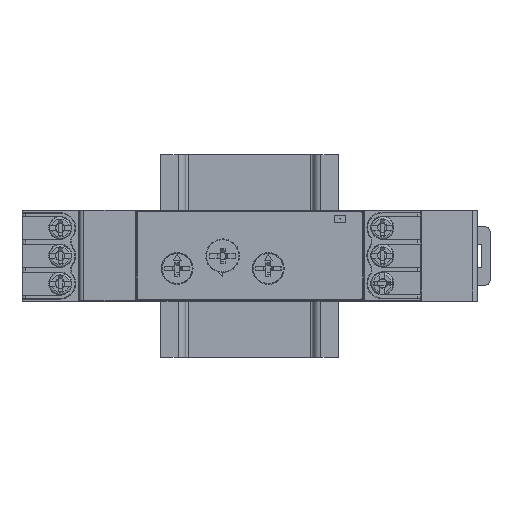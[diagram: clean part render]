
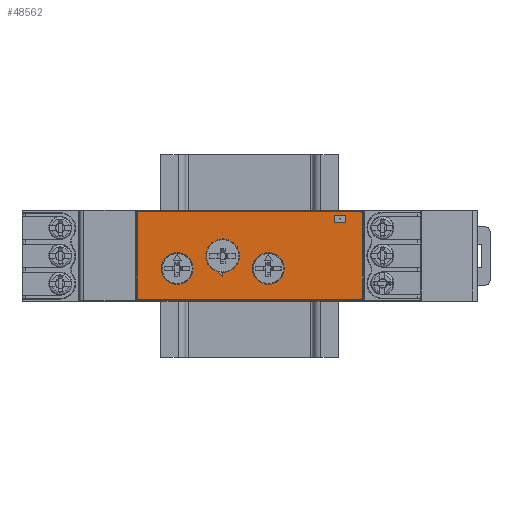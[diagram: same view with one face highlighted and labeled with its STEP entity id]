
A CAD part, top view. The second image highlights one B-rep face of the part: STEP entity #48562.
In plain terms, the highlighted planar face has unit normal (0, 0, 1).
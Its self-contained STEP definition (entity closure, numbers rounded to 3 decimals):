
#808=CIRCLE('',#53101,3.15);
#809=CIRCLE('',#53102,3.15);
#810=CIRCLE('',#53103,3.06);
#811=CIRCLE('',#53104,2.7);
#812=CIRCLE('',#53105,3.06);
#813=CIRCLE('',#53106,2.7);
#1839=B_SPLINE_CURVE_WITH_KNOTS('',3,(#76655,#76656,#76657,#76658),
 .UNSPECIFIED.,.F.,.F.,(4,4),(0.,1.),.UNSPECIFIED.);
#1840=B_SPLINE_CURVE_WITH_KNOTS('',3,(#76679,#76680,#76681,#76682),
 .UNSPECIFIED.,.F.,.F.,(4,4),(0.,1.),.UNSPECIFIED.);
#1841=B_SPLINE_CURVE_WITH_KNOTS('',3,(#76683,#76684,#76685,#76686),
 .UNSPECIFIED.,.F.,.F.,(4,4),(0.,1.),.UNSPECIFIED.);
#1842=B_SPLINE_CURVE_WITH_KNOTS('',3,(#76687,#76688,#76689,#76690),
 .UNSPECIFIED.,.F.,.F.,(4,4),(0.,1.),.UNSPECIFIED.);
#1843=B_SPLINE_CURVE_WITH_KNOTS('',3,(#76691,#76692,#76693,#76694),
 .UNSPECIFIED.,.F.,.F.,(4,4),(0.,1.),.UNSPECIFIED.);
#3467=PLANE('',#53100);
#6854=LINE('',#76561,#11723);
#6855=LINE('',#76569,#11724);
#6858=LINE('',#76591,#11727);
#6860=LINE('',#76606,#11729);
#6869=LINE('',#76648,#11738);
#6870=LINE('',#76651,#11739);
#6871=LINE('',#76653,#11740);
#6872=LINE('',#76666,#11741);
#6873=LINE('',#76670,#11742);
#6874=LINE('',#76674,#11743);
#6875=LINE('',#76678,#11744);
#11723=VECTOR('',#61338,1000.);
#11724=VECTOR('',#61341,1000.);
#11727=VECTOR('',#61346,1000.);
#11729=VECTOR('',#61350,1000.);
#11738=VECTOR('',#61377,1000.);
#11739=VECTOR('',#61378,1000.);
#11740=VECTOR('',#61379,1000.);
#11741=VECTOR('',#61386,1000.);
#11742=VECTOR('',#61389,1000.);
#11743=VECTOR('',#61392,1000.);
#11744=VECTOR('',#61395,1000.);
#20791=ORIENTED_EDGE('',*,*,#31843,.T.);
#20792=ORIENTED_EDGE('',*,*,#31844,.T.);
#20793=ORIENTED_EDGE('',*,*,#31845,.T.);
#20794=ORIENTED_EDGE('',*,*,#31846,.F.);
#20795=ORIENTED_EDGE('',*,*,#31847,.F.);
#20796=ORIENTED_EDGE('',*,*,#31848,.F.);
#20797=ORIENTED_EDGE('',*,*,#31849,.F.);
#20798=ORIENTED_EDGE('',*,*,#31850,.F.);
#20799=ORIENTED_EDGE('',*,*,#31851,.F.);
#20800=ORIENTED_EDGE('',*,*,#31852,.T.);
#20801=ORIENTED_EDGE('',*,*,#31853,.F.);
#20802=ORIENTED_EDGE('',*,*,#31854,.F.);
#20803=ORIENTED_EDGE('',*,*,#31855,.F.);
#20804=ORIENTED_EDGE('',*,*,#31856,.T.);
#20805=ORIENTED_EDGE('',*,*,#31822,.F.);
#20806=ORIENTED_EDGE('',*,*,#31857,.T.);
#20807=ORIENTED_EDGE('',*,*,#31814,.T.);
#20808=ORIENTED_EDGE('',*,*,#31858,.T.);
#20809=ORIENTED_EDGE('',*,*,#31816,.T.);
#20810=ORIENTED_EDGE('',*,*,#31859,.T.);
#20811=ORIENTED_EDGE('',*,*,#31826,.F.);
#20812=ORIENTED_EDGE('',*,*,#31860,.T.);
#31814=EDGE_CURVE('',#37819,#37822,#6854,.T.);
#31816=EDGE_CURVE('',#37825,#37823,#6855,.T.);
#31822=EDGE_CURVE('',#37830,#37827,#6858,.T.);
#31826=EDGE_CURVE('',#37834,#37831,#6860,.T.);
#31843=EDGE_CURVE('',#37843,#37844,#6869,.T.);
#31844=EDGE_CURVE('',#37844,#37845,#6870,.T.);
#31845=EDGE_CURVE('',#37845,#37846,#6871,.T.);
#31846=EDGE_CURVE('',#37843,#37846,#1839,.F.);
#31847=EDGE_CURVE('',#37847,#37847,#808,.T.);
#31848=EDGE_CURVE('',#37848,#37848,#809,.T.);
#31849=EDGE_CURVE('',#37849,#37850,#810,.T.);
#31850=EDGE_CURVE('',#37851,#37849,#6872,.T.);
#31851=EDGE_CURVE('',#37852,#37851,#811,.T.);
#31852=EDGE_CURVE('',#37852,#37853,#6873,.T.);
#31853=EDGE_CURVE('',#37854,#37853,#812,.T.);
#31854=EDGE_CURVE('',#37855,#37854,#6874,.T.);
#31855=EDGE_CURVE('',#37856,#37855,#813,.T.);
#31856=EDGE_CURVE('',#37856,#37850,#6875,.T.);
#31857=EDGE_CURVE('',#37830,#37819,#1840,.T.);
#31858=EDGE_CURVE('',#37822,#37825,#1841,.T.);
#31859=EDGE_CURVE('',#37823,#37831,#1842,.T.);
#31860=EDGE_CURVE('',#37834,#37827,#1843,.T.);
#37819=VERTEX_POINT('',#76552);
#37822=VERTEX_POINT('',#76560);
#37823=VERTEX_POINT('',#76567);
#37825=VERTEX_POINT('',#76570);
#37827=VERTEX_POINT('',#76582);
#37830=VERTEX_POINT('',#76590);
#37831=VERTEX_POINT('',#76597);
#37834=VERTEX_POINT('',#76605);
#37843=VERTEX_POINT('',#76649);
#37844=VERTEX_POINT('',#76650);
#37845=VERTEX_POINT('',#76652);
#37846=VERTEX_POINT('',#76654);
#37847=VERTEX_POINT('',#76660);
#37848=VERTEX_POINT('',#76662);
#37849=VERTEX_POINT('',#76664);
#37850=VERTEX_POINT('',#76665);
#37851=VERTEX_POINT('',#76667);
#37852=VERTEX_POINT('',#76669);
#37853=VERTEX_POINT('',#76671);
#37854=VERTEX_POINT('',#76673);
#37855=VERTEX_POINT('',#76675);
#37856=VERTEX_POINT('',#76677);
#41909=EDGE_LOOP('',(#20791,#20792,#20793,#20794));
#41910=EDGE_LOOP('',(#20795));
#41911=EDGE_LOOP('',(#20796));
#41912=EDGE_LOOP('',(#20797,#20798,#20799,#20800,#20801,#20802,#20803,#20804));
#41913=EDGE_LOOP('',(#20805,#20806,#20807,#20808,#20809,#20810,#20811,#20812));
#44979=FACE_BOUND('',#41909,.T.);
#44980=FACE_BOUND('',#41910,.T.);
#44981=FACE_BOUND('',#41911,.T.);
#44982=FACE_BOUND('',#41912,.T.);
#44983=FACE_BOUND('',#41913,.T.);
#48562=ADVANCED_FACE('',(#44979,#44980,#44981,#44982,#44983),#3467,.T.);
#53100=AXIS2_PLACEMENT_3D('',#76647,#61375,#61376);
#53101=AXIS2_PLACEMENT_3D('',#76659,#61380,#61381);
#53102=AXIS2_PLACEMENT_3D('',#76661,#61382,#61383);
#53103=AXIS2_PLACEMENT_3D('',#76663,#61384,#61385);
#53104=AXIS2_PLACEMENT_3D('',#76668,#61387,#61388);
#53105=AXIS2_PLACEMENT_3D('',#76672,#61390,#61391);
#53106=AXIS2_PLACEMENT_3D('',#76676,#61393,#61394);
#61338=DIRECTION('',(0.,1.,0.));
#61341=DIRECTION('',(-1.,0.,0.));
#61346=DIRECTION('',(-1.,0.,0.));
#61350=DIRECTION('',(0.,1.,0.));
#61375=DIRECTION('',(0.,0.,1.));
#61376=DIRECTION('',(1.,0.,0.));
#61377=DIRECTION('',(0.,1.,0.));
#61378=DIRECTION('',(1.,0.,0.));
#61379=DIRECTION('',(0.,-1.,0.));
#61380=DIRECTION('',(0.,0.,1.));
#61381=DIRECTION('',(1.,0.,0.));
#61382=DIRECTION('',(0.,0.,1.));
#61383=DIRECTION('',(1.,0.,0.));
#61384=DIRECTION('',(0.,0.,1.));
#61385=DIRECTION('',(1.,0.,0.));
#61386=DIRECTION('',(0.819,-0.574,0.));
#61387=DIRECTION('',(0.,0.,1.));
#61388=DIRECTION('',(1.,0.,0.));
#61389=DIRECTION('',(0.,-1.,0.));
#61390=DIRECTION('',(0.,0.,1.));
#61391=DIRECTION('',(1.,0.,0.));
#61392=DIRECTION('',(0.,-1.,0.));
#61393=DIRECTION('',(0.,0.,1.));
#61394=DIRECTION('',(1.,0.,0.));
#61395=DIRECTION('',(-0.819,-0.574,0.));
#76552=CARTESIAN_POINT('',(20.555,1.731,42.527));
#76560=CARTESIAN_POINT('',(20.555,18.569,42.527));
#76561=CARTESIAN_POINT('',(20.555,19.1,42.527));
#76567=CARTESIAN_POINT('',(-23.634,18.819,42.527));
#76569=CARTESIAN_POINT('',(22.523,18.819,42.527));
#76570=CARTESIAN_POINT('',(20.305,18.819,42.527));
#76582=CARTESIAN_POINT('',(-23.634,1.481,42.527));
#76590=CARTESIAN_POINT('',(20.305,1.481,42.527));
#76591=CARTESIAN_POINT('',(22.523,1.481,42.527));
#76597=CARTESIAN_POINT('',(-23.884,18.569,42.527));
#76605=CARTESIAN_POINT('',(-23.884,1.731,42.527));
#76606=CARTESIAN_POINT('',(-23.884,-0.07,42.527));
#76647=CARTESIAN_POINT('',(22.523,-0.07,42.527));
#76648=CARTESIAN_POINT('',(15.131,-0.07,42.527));
#76649=CARTESIAN_POINT('',(15.131,16.608,42.527));
#76650=CARTESIAN_POINT('',(15.131,18.099,42.527));
#76651=CARTESIAN_POINT('',(22.523,18.099,42.527));
#76652=CARTESIAN_POINT('',(17.234,18.099,42.527));
#76653=CARTESIAN_POINT('',(17.234,-0.07,42.527));
#76654=CARTESIAN_POINT('',(17.234,16.608,42.527));
#76655=CARTESIAN_POINT('',(17.234,16.608,42.527));
#76656=CARTESIAN_POINT('',(16.533,16.608,42.527));
#76657=CARTESIAN_POINT('',(15.832,16.608,42.527));
#76658=CARTESIAN_POINT('',(15.131,16.608,42.527));
#76659=CARTESIAN_POINT('',(-16.009,7.562,42.527));
#76660=CARTESIAN_POINT('',(-12.859,7.562,42.527));
#76661=CARTESIAN_POINT('',(1.991,7.562,42.527));
#76662=CARTESIAN_POINT('',(5.141,7.562,42.527));
#76663=CARTESIAN_POINT('',(-7.009,10.062,42.527));
#76664=CARTESIAN_POINT('',(-4.932,7.815,42.527));
#76665=CARTESIAN_POINT('',(-9.086,7.815,42.527));
#76666=CARTESIAN_POINT('',(-5.235,8.027,42.527));
#76667=CARTESIAN_POINT('',(-5.235,8.027,42.527));
#76668=CARTESIAN_POINT('',(-7.009,10.062,42.527));
#76669=CARTESIAN_POINT('',(-6.059,7.535,42.527));
#76670=CARTESIAN_POINT('',(-6.059,7.535,42.527));
#76671=CARTESIAN_POINT('',(-6.059,7.154,42.527));
#76672=CARTESIAN_POINT('',(-7.009,10.062,42.527));
#76673=CARTESIAN_POINT('',(-7.959,7.154,42.527));
#76674=CARTESIAN_POINT('',(-7.959,7.154,42.527));
#76675=CARTESIAN_POINT('',(-7.959,7.535,42.527));
#76676=CARTESIAN_POINT('',(-7.009,10.062,42.527));
#76677=CARTESIAN_POINT('',(-8.783,8.027,42.527));
#76678=CARTESIAN_POINT('',(-8.783,8.027,42.527));
#76679=CARTESIAN_POINT('',(20.305,1.481,42.527));
#76680=CARTESIAN_POINT('',(20.436,1.481,42.527));
#76681=CARTESIAN_POINT('',(20.555,1.597,42.527));
#76682=CARTESIAN_POINT('',(20.555,1.731,42.527));
#76683=CARTESIAN_POINT('',(20.555,18.569,42.527));
#76684=CARTESIAN_POINT('',(20.555,18.701,42.527));
#76685=CARTESIAN_POINT('',(20.438,18.819,42.527));
#76686=CARTESIAN_POINT('',(20.305,18.819,42.527));
#76687=CARTESIAN_POINT('',(-23.634,18.819,42.527));
#76688=CARTESIAN_POINT('',(-23.766,18.819,42.527));
#76689=CARTESIAN_POINT('',(-23.884,18.703,42.527));
#76690=CARTESIAN_POINT('',(-23.884,18.569,42.527));
#76691=CARTESIAN_POINT('',(-23.884,1.731,42.527));
#76692=CARTESIAN_POINT('',(-23.884,1.599,42.527));
#76693=CARTESIAN_POINT('',(-23.768,1.481,42.527));
#76694=CARTESIAN_POINT('',(-23.634,1.481,42.527));
